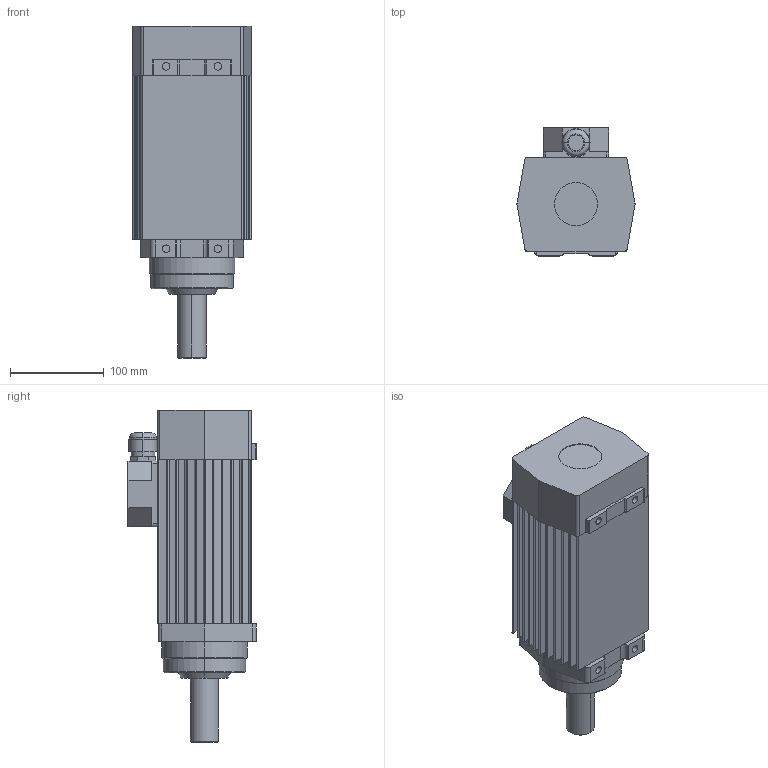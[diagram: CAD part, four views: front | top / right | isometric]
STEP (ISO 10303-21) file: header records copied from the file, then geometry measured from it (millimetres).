
FILE_DESCRIPTION (( 'STEP AP214' ), '1' );
FILE_NAME ('GDF55-12Z-2.STEP', '2021-05-19T02:10:09', ( '萇齟' ), ( '' ), 'SwSTEP 2.0', 'SolidWorks 2018', '' );
FILE_SCHEMA (( 'AUTOMOTIVE_DESIGN' ));
Length unit declared in the file: millimetre
Products named in the file (8): GDF55-12Z-2.2諉盄碟; GDF55儂褲; GDF55ヶ蹟譫; GDF55-12Z-2.2PG13.5AD18; GDF55ヶ裔; GDF55瑞欶; GDF55-12Z-2; GDF55粣芛
Assembly tree (7 placements, depth 2):
  GDF55-12Z-2
    GDF55儂褲
    GDF55ヶ裔
    GDF55瑞欶
    GDF55ヶ蹟譫
    GDF55粣芛
    GDF55-12Z-2.2諉盄碟
    GDF55-12Z-2.2PG13.5AD18
Bounding box: 126 x 136.5 x 354 mm (x, y, z)
Volume: 2114632.2 mm3; surface area: 346160 mm2
Topology: 7 solids, 7 shells, 337 faces, 857 edges, 556 vertices
Faces by surface type: plane 161, cylinder 146, cone 28, torus 2
Entity records: 10772 total; most frequent: CARTESIAN_POINT 1866, DIRECTION 1846, ORIENTED_EDGE 1694, EDGE_CURVE 847, AXIS2_PLACEMENT_3D 658, VERTEX_POINT 556, VECTOR 530, LINE 530
